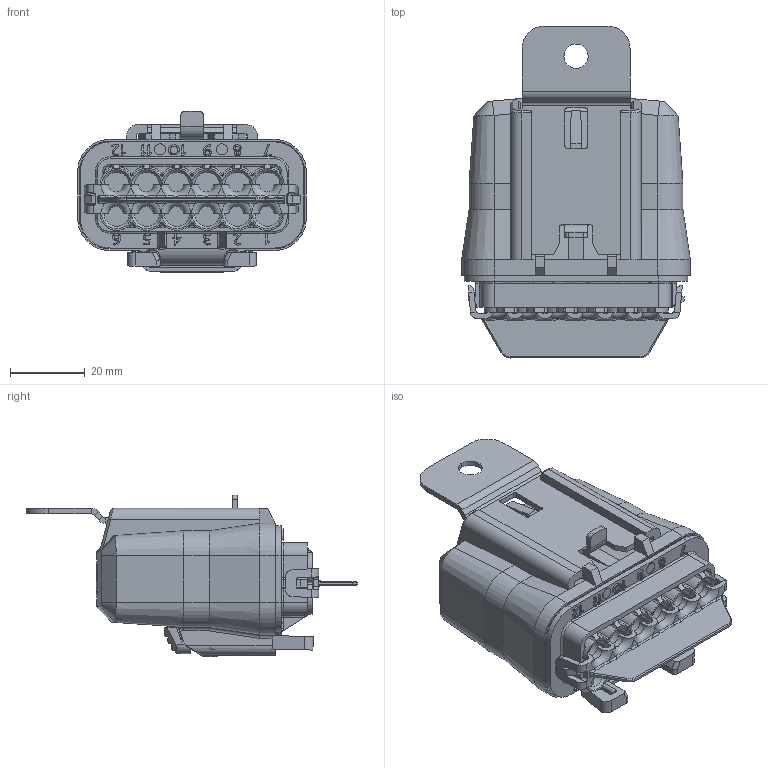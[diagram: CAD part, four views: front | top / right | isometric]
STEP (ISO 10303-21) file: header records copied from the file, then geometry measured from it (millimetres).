
FILE_DESCRIPTION((''),'2;1');
FILE_NAME('FRH-A12_SERIES_ROTATED_HOUSING_ASM','2024-06-12T14:35:27',('20077268'),(''),'CREO PARAMETRIC BY PTC INC, 2024014','CREO PARAMETRIC BY PTC INC, 2024014','');
FILE_SCHEMA(('CONFIG_CONTROL_DESIGN'));
Products named in the file (13): PC26-2011A-B001_SALES_NCF; C14-1011_INSTALLED; PC42-2018A-A001_SALES_NCF_ASM; SC42-2018A-A001_NCF_ASM; C27-1014_NCF; FRH-A12-C_NCF_ASM; C19-1002-AX_NCF; FRH-A12-MB-A1_ASM; C38-1019_NCF; FRH-A12-T_NCF_ASM; C38-1027_NCF; FRH-A-CPA_NCF_ASM; FRH-A12_SERIES_ROTATED_HOUSING_ASM
Assembly tree (12 placements, depth 4):
  FRH-A12_SERIES_ROTATED_HOUSING_ASM
    SC42-2018A-A001_NCF_ASM
      PC42-2018A-A001_SALES_NCF_ASM
        PC26-2011A-B001_SALES_NCF
        C14-1011_INSTALLED
    FRH-A12-C_NCF_ASM
      C27-1014_NCF
    FRH-A12-MB-A1_ASM
      C19-1002-AX_NCF
    FRH-A12-T_NCF_ASM
      C38-1019_NCF
    FRH-A-CPA_NCF_ASM
      C38-1027_NCF
Bounding box: 61.4 x 89.08 x 43.29 mm (x, y, z)
Volume: 51174.6 mm3; surface area: 52908.8 mm2
Topology: 6 solids, 8 shells, 2740 faces, 6943 edges, 4311 vertices
Faces by surface type: plane 997, cylinder 702, extrusion 475, torus 206, cone 186, bspline 92, sphere 82
Entity records: 90512 total; most frequent: CARTESIAN_POINT 26359, ORIENTED_EDGE 13886, DIRECTION 12123, EDGE_CURVE 6943, VERTEX_POINT 4311, VECTOR 4143, AXIS2_PLACEMENT_3D 3990, LINE 3668
